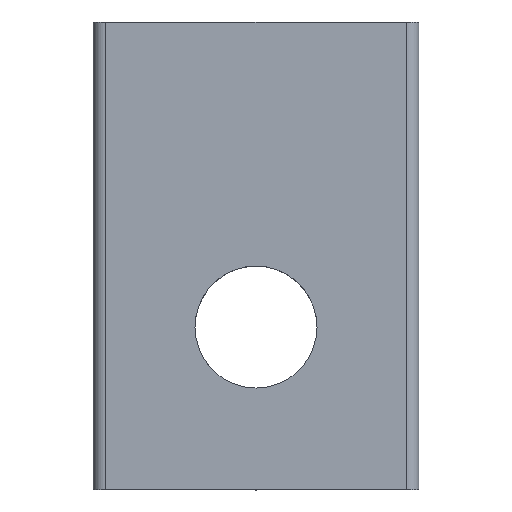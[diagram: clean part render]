
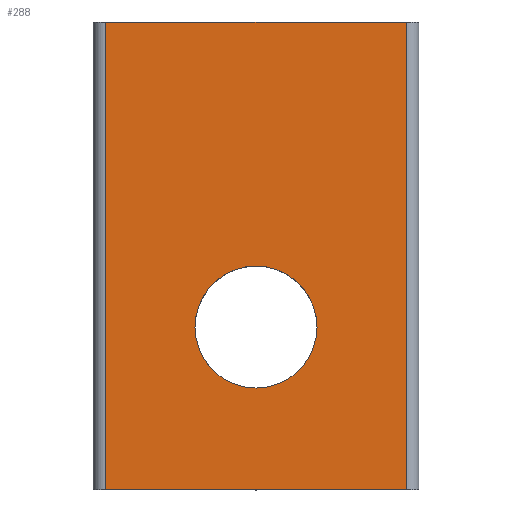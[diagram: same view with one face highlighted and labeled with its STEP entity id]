
A CAD part, top view. The second image highlights one B-rep face of the part: STEP entity #288.
In plain terms, the highlighted planar face has unit normal (0, 0, 1).
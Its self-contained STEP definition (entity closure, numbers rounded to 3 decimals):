
#9 = DIRECTION ( 'NONE',  ( 1., 0., 0. ) ) ;
#10 = CIRCLE ( 'NONE', #32, 1.5 ) ;
#14 = AXIS2_PLACEMENT_3D ( 'NONE', #235, #193, #108 ) ;
#28 = ORIENTED_EDGE ( 'NONE', *, *, #196, .T. ) ;
#32 = AXIS2_PLACEMENT_3D ( 'NONE', #110, #511, #9 ) ;
#47 = CIRCLE ( 'NONE', #14, 1.5 ) ;
#79 = LINE ( 'NONE', #578, #251 ) ;
#80 = LINE ( 'NONE', #456, #423 ) ;
#95 = VECTOR ( 'NONE', #582, 1000. ) ;
#100 = EDGE_CURVE ( 'NONE', #192, #375, #80, .T. ) ;
#101 = DIRECTION ( 'NONE',  ( -1., 0., 0. ) ) ;
#106 = FACE_OUTER_BOUND ( 'NONE', #204, .T. ) ;
#108 = DIRECTION ( 'NONE',  ( 1., 0., 0. ) ) ;
#109 = VERTEX_POINT ( 'NONE', #549 ) ;
#110 = CARTESIAN_POINT ( 'NONE',  ( 0., 0., 0. ) ) ;
#125 = CARTESIAN_POINT ( 'NONE',  ( -3.7, 7.5, 0. ) ) ;
#127 = DIRECTION ( 'NONE',  ( 0., 0., 1. ) ) ;
#153 = VERTEX_POINT ( 'NONE', #309 ) ;
#156 = ORIENTED_EDGE ( 'NONE', *, *, #573, .T. ) ;
#165 = ORIENTED_EDGE ( 'NONE', *, *, #202, .T. ) ;
#190 = DIRECTION ( 'NONE',  ( 0., 1., 0. ) ) ;
#192 = VERTEX_POINT ( 'NONE', #405 ) ;
#193 = DIRECTION ( 'NONE',  ( 0., 0., -1. ) ) ;
#196 = EDGE_CURVE ( 'NONE', #153, #432, #10, .T. ) ;
#202 = EDGE_CURVE ( 'NONE', #432, #153, #47, .T. ) ;
#204 = EDGE_LOOP ( 'NONE', ( #156, #579, #260, #241 ) ) ;
#221 = AXIS2_PLACEMENT_3D ( 'NONE', #298, #127, #307 ) ;
#227 = EDGE_CURVE ( 'NONE', #109, #192, #336, .T. ) ;
#235 = CARTESIAN_POINT ( 'NONE',  ( 0., 0., 0. ) ) ;
#236 = VERTEX_POINT ( 'NONE', #323 ) ;
#241 = ORIENTED_EDGE ( 'NONE', *, *, #478, .T. ) ;
#251 = VECTOR ( 'NONE', #508, 1000. ) ;
#252 = EDGE_LOOP ( 'NONE', ( #28, #165 ) ) ;
#260 = ORIENTED_EDGE ( 'NONE', *, *, #100, .T. ) ;
#288 = ADVANCED_FACE ( 'NONE', ( #311, #106 ), #440, .T. ) ;
#298 = CARTESIAN_POINT ( 'NONE',  ( 0., 7.5, 0. ) ) ;
#307 = DIRECTION ( 'NONE',  ( 1., 0., 0. ) ) ;
#309 = CARTESIAN_POINT ( 'NONE',  ( 1.5, 0., 0. ) ) ;
#311 = FACE_BOUND ( 'NONE', #252, .T. ) ;
#323 = CARTESIAN_POINT ( 'NONE',  ( -3.7, -4., 0. ) ) ;
#336 = LINE ( 'NONE', #464, #474 ) ;
#375 = VERTEX_POINT ( 'NONE', #125 ) ;
#405 = CARTESIAN_POINT ( 'NONE',  ( 3.7, 7.5, 0. ) ) ;
#423 = VECTOR ( 'NONE', #101, 1000. ) ;
#432 = VERTEX_POINT ( 'NONE', #585 ) ;
#435 = CARTESIAN_POINT ( 'NONE',  ( -3.7, 7.5, 0. ) ) ;
#440 = PLANE ( 'NONE',  #221 ) ;
#456 = CARTESIAN_POINT ( 'NONE',  ( 0., 7.5, 0. ) ) ;
#464 = CARTESIAN_POINT ( 'NONE',  ( 3.7, 7.5, 0. ) ) ;
#474 = VECTOR ( 'NONE', #190, 1000. ) ;
#478 = EDGE_CURVE ( 'NONE', #375, #236, #481, .T. ) ;
#481 = LINE ( 'NONE', #435, #95 ) ;
#508 = DIRECTION ( 'NONE',  ( 1., 0., 0. ) ) ;
#511 = DIRECTION ( 'NONE',  ( 0., 0., -1. ) ) ;
#549 = CARTESIAN_POINT ( 'NONE',  ( 3.7, -4., 0. ) ) ;
#573 = EDGE_CURVE ( 'NONE', #236, #109, #79, .T. ) ;
#578 = CARTESIAN_POINT ( 'NONE',  ( 0., -4., 0. ) ) ;
#579 = ORIENTED_EDGE ( 'NONE', *, *, #227, .T. ) ;
#582 = DIRECTION ( 'NONE',  ( 0., -1., 0. ) ) ;
#585 = CARTESIAN_POINT ( 'NONE',  ( -1.5, 0., 0. ) ) ;
